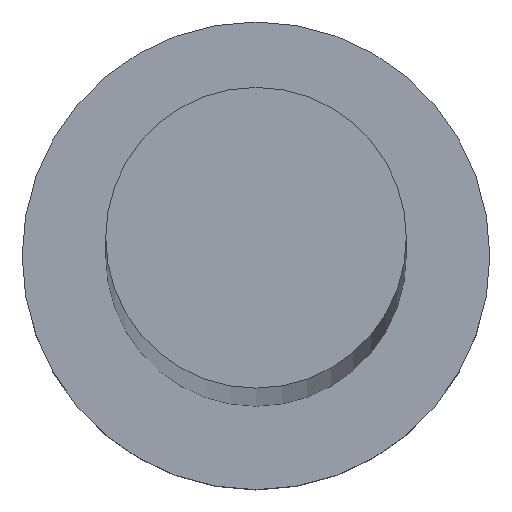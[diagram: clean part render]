
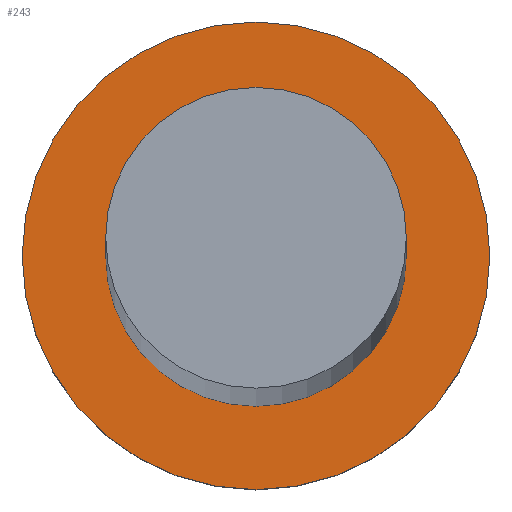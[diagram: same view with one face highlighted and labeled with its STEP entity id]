
A CAD part, top view. The second image highlights one B-rep face of the part: STEP entity #243.
In plain terms, the highlighted planar face has unit normal (0, 0, 1).
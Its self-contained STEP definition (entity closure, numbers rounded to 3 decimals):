
#5 = DIRECTION ( 'NONE',  ( 0., 0., 1. ) ) ;
#7 = EDGE_CURVE ( 'NONE', #250, #55, #123, .T. ) ;
#32 = CARTESIAN_POINT ( 'NONE',  ( -7., 0., 5. ) ) ;
#43 = DIRECTION ( 'NONE',  ( 1., 0., 0. ) ) ;
#44 = EDGE_CURVE ( 'NONE', #55, #250, #157, .T. ) ;
#48 = DIRECTION ( 'NONE',  ( 0., 0., 1. ) ) ;
#49 = DIRECTION ( 'NONE',  ( 0., 0., 1. ) ) ;
#55 = VERTEX_POINT ( 'NONE', #32 ) ;
#76 = ORIENTED_EDGE ( 'NONE', *, *, #169, .F. ) ;
#80 = CARTESIAN_POINT ( 'NONE',  ( 0., 0., 5. ) ) ;
#83 = DIRECTION ( 'NONE',  ( 1., 0., 0. ) ) ;
#102 = CARTESIAN_POINT ( 'NONE',  ( -4.5, 0., 5. ) ) ;
#107 = CARTESIAN_POINT ( 'NONE',  ( 0., 0., 5. ) ) ;
#110 = DIRECTION ( 'NONE',  ( 1., 0., 0. ) ) ;
#114 = DIRECTION ( 'NONE',  ( 0., 0., 1. ) ) ;
#118 = VERTEX_POINT ( 'NONE', #225 ) ;
#120 = AXIS2_PLACEMENT_3D ( 'NONE', #80, #48, #147 ) ;
#121 = VERTEX_POINT ( 'NONE', #102 ) ;
#123 = CIRCLE ( 'NONE', #206, 7. ) ;
#125 = DIRECTION ( 'NONE',  ( 1., 0., 0. ) ) ;
#140 = CARTESIAN_POINT ( 'NONE',  ( 0., 0., 5. ) ) ;
#145 = EDGE_CURVE ( 'NONE', #118, #121, #247, .T. ) ;
#147 = DIRECTION ( 'NONE',  ( 1., 0., 0. ) ) ;
#149 = FACE_OUTER_BOUND ( 'NONE', #178, .T. ) ;
#151 = AXIS2_PLACEMENT_3D ( 'NONE', #154, #114, #110 ) ;
#153 = ORIENTED_EDGE ( 'NONE', *, *, #44, .T. ) ;
#154 = CARTESIAN_POINT ( 'NONE',  ( 0., 0., 5. ) ) ;
#157 = CIRCLE ( 'NONE', #199, 7. ) ;
#163 = CARTESIAN_POINT ( 'NONE',  ( 0., 0., 5. ) ) ;
#169 = EDGE_CURVE ( 'NONE', #121, #118, #170, .T. ) ;
#170 = CIRCLE ( 'NONE', #231, 4.5 ) ;
#178 = EDGE_LOOP ( 'NONE', ( #153, #234 ) ) ;
#191 = FACE_BOUND ( 'NONE', #238, .T. ) ;
#194 = CARTESIAN_POINT ( 'NONE',  ( 7., 0., 5. ) ) ;
#199 = AXIS2_PLACEMENT_3D ( 'NONE', #107, #49, #83 ) ;
#206 = AXIS2_PLACEMENT_3D ( 'NONE', #140, #5, #43 ) ;
#225 = CARTESIAN_POINT ( 'NONE',  ( 4.5, 0., 5. ) ) ;
#230 = PLANE ( 'NONE',  #151 ) ;
#231 = AXIS2_PLACEMENT_3D ( 'NONE', #163, #240, #125 ) ;
#234 = ORIENTED_EDGE ( 'NONE', *, *, #7, .T. ) ;
#238 = EDGE_LOOP ( 'NONE', ( #76, #254 ) ) ;
#240 = DIRECTION ( 'NONE',  ( 0., 0., 1. ) ) ;
#243 = ADVANCED_FACE ( 'NONE', ( #191, #149 ), #230, .T. ) ;
#247 = CIRCLE ( 'NONE', #120, 4.5 ) ;
#250 = VERTEX_POINT ( 'NONE', #194 ) ;
#254 = ORIENTED_EDGE ( 'NONE', *, *, #145, .F. ) ;
